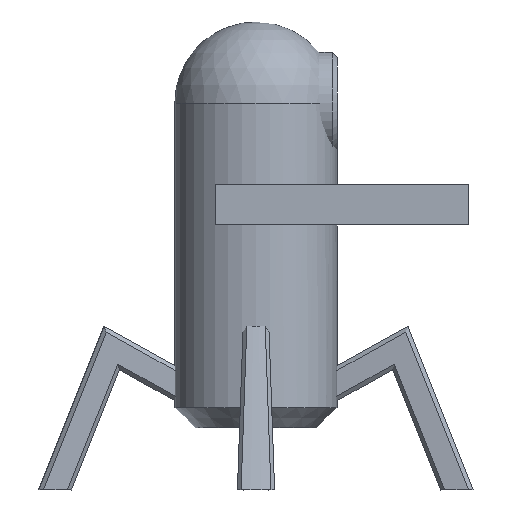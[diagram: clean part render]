
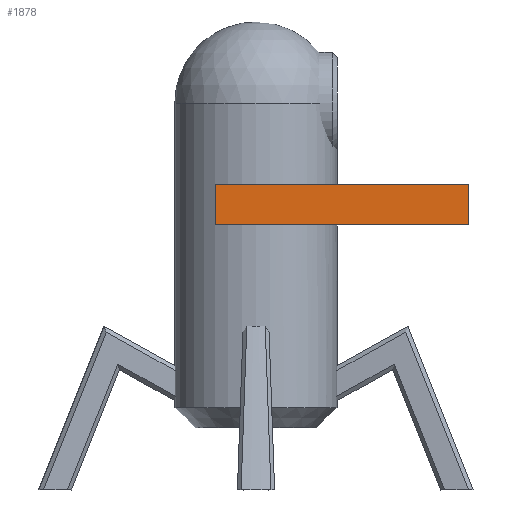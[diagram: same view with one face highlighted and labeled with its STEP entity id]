
A CAD part, front view. The second image highlights one B-rep face of the part: STEP entity #1878.
In plain terms, the highlighted planar face has unit normal (0, -1, 0).
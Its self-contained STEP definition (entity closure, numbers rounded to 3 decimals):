
#283=LINE('',#2918,#361);
#287=LINE('',#2925,#365);
#290=LINE('',#2931,#368);
#292=LINE('',#2934,#370);
#361=VECTOR('',#2315,10.);
#365=VECTOR('',#2321,10.);
#368=VECTOR('',#2326,10.);
#370=VECTOR('',#2330,10.);
#451=FACE_OUTER_BOUND('',#582,.T.);
#582=EDGE_LOOP('',(#1361,#1362,#1363,#1364));
#769=VERTEX_POINT('',#2915);
#770=VERTEX_POINT('',#2917);
#772=VERTEX_POINT('',#2923);
#774=VERTEX_POINT('',#2929);
#985=EDGE_CURVE('',#769,#770,#283,.T.);
#989=EDGE_CURVE('',#772,#769,#287,.T.);
#992=EDGE_CURVE('',#774,#772,#290,.T.);
#994=EDGE_CURVE('',#770,#774,#292,.T.);
#1361=ORIENTED_EDGE('',*,*,#994,.F.);
#1362=ORIENTED_EDGE('',*,*,#985,.F.);
#1363=ORIENTED_EDGE('',*,*,#989,.F.);
#1364=ORIENTED_EDGE('',*,*,#992,.F.);
#1766=PLANE('',#2049);
#1878=ADVANCED_FACE('',(#451),#1766,.F.);
#2049=AXIS2_PLACEMENT_3D('',#2935,#2331,#2332);
#2315=DIRECTION('',(-1.,0.,0.));
#2321=DIRECTION('',(0.,0.,-1.));
#2326=DIRECTION('',(1.,0.,0.));
#2330=DIRECTION('',(0.,0.,1.));
#2331=DIRECTION('center_axis',(0.,1.,0.));
#2332=DIRECTION('ref_axis',(0.,0.,1.));
#2915=CARTESIAN_POINT('',(1049.007,-550.,1000.));
#2917=CARTESIAN_POINT('',(-200.993,-550.,1000.));
#2918=CARTESIAN_POINT('',(1049.007,-550.,1000.));
#2923=CARTESIAN_POINT('',(1049.007,-550.,1200.));
#2925=CARTESIAN_POINT('',(1049.007,-550.,1200.));
#2929=CARTESIAN_POINT('',(-200.993,-550.,1200.));
#2931=CARTESIAN_POINT('',(-200.993,-550.,1200.));
#2934=CARTESIAN_POINT('',(-200.993,-550.,1000.));
#2935=CARTESIAN_POINT('Origin',(424.007,-550.,1100.));
